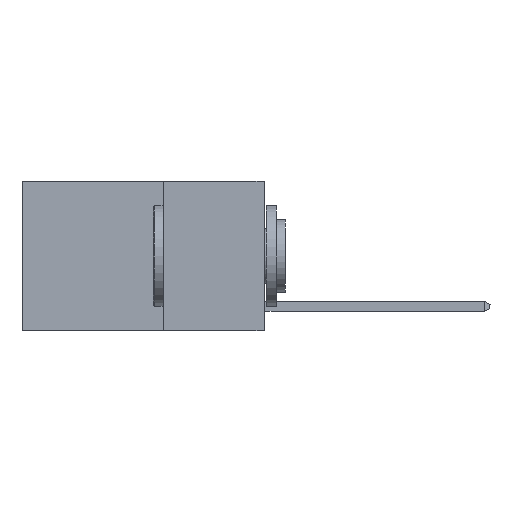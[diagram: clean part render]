
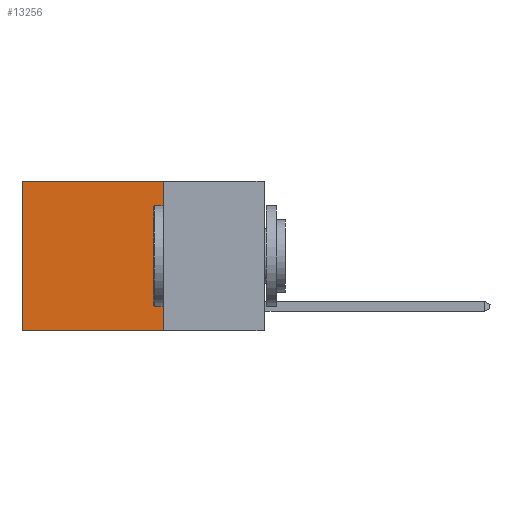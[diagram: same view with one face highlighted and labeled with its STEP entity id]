
A CAD part, left-side view. The second image highlights one B-rep face of the part: STEP entity #13256.
In plain terms, the highlighted planar face has unit normal (-1, 0, 0).
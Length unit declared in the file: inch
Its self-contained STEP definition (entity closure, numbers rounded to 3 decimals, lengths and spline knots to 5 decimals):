
#28 = CARTESIAN_POINT ( 'NONE',  ( 0.2625, 0.6, 0. ) ) ;
#790 = DIRECTION ( 'NONE',  ( 0., 0., -1. ) ) ;
#952 = FACE_OUTER_BOUND ( 'NONE', #21251, .T. ) ;
#1349 = DIRECTION ( 'NONE',  ( 0., 1., 0. ) ) ;
#1806 = EDGE_CURVE ( 'NONE', #8023, #27978, #26027, .T. ) ;
#2254 = LINE ( 'NONE', #13269, #13720 ) ;
#2950 = VERTEX_POINT ( 'NONE', #15527 ) ;
#3110 = PLANE ( 'NONE',  #15899 ) ;
#4890 = EDGE_CURVE ( 'NONE', #11278, #27978, #12100, .T. ) ;
#4978 = CARTESIAN_POINT ( 'NONE',  ( 0.2625, 0.6, -0.37 ) ) ;
#6022 = EDGE_CURVE ( 'NONE', #2950, #11278, #13840, .T. ) ;
#7167 = EDGE_CURVE ( 'NONE', #2950, #8023, #2254, .T. ) ;
#7431 = ORIENTED_EDGE ( 'NONE', *, *, #1806, .T. ) ;
#8023 = VERTEX_POINT ( 'NONE', #28 ) ;
#10028 = CARTESIAN_POINT ( 'NONE',  ( 0.2625, 0.25, -0.37 ) ) ;
#11103 = DIRECTION ( 'NONE',  ( 0., 1., 0. ) ) ;
#11278 = VERTEX_POINT ( 'NONE', #10028 ) ;
#12100 = LINE ( 'NONE', #23680, #16812 ) ;
#13256 = ADVANCED_FACE ( 'NONE', ( #952 ), #3110, .F. ) ;
#13269 = CARTESIAN_POINT ( 'NONE',  ( 0.2625, 0.25, 0. ) ) ;
#13716 = DIRECTION ( 'NONE',  ( 0., 0., -1. ) ) ;
#13720 = VECTOR ( 'NONE', #11103, 39.37008 ) ;
#13840 = LINE ( 'NONE', #27462, #17594 ) ;
#14247 = VECTOR ( 'NONE', #17179, 39.37008 ) ;
#15150 = ORIENTED_EDGE ( 'NONE', *, *, #7167, .T. ) ;
#15527 = CARTESIAN_POINT ( 'NONE',  ( 0.2625, 0.25, 0. ) ) ;
#15899 = AXIS2_PLACEMENT_3D ( 'NONE', #20501, #19150, #13716 ) ;
#16812 = VECTOR ( 'NONE', #1349, 39.37008 ) ;
#17179 = DIRECTION ( 'NONE',  ( 0., 0., -1. ) ) ;
#17594 = VECTOR ( 'NONE', #790, 39.37008 ) ;
#17723 = ORIENTED_EDGE ( 'NONE', *, *, #6022, .F. ) ;
#19150 = DIRECTION ( 'NONE',  ( 1., 0., 0. ) ) ;
#20501 = CARTESIAN_POINT ( 'NONE',  ( 0.2625, 0.25, 0. ) ) ;
#21251 = EDGE_LOOP ( 'NONE', ( #7431, #26951, #17723, #15150 ) ) ;
#23680 = CARTESIAN_POINT ( 'NONE',  ( 0.2625, 0.25, -0.37 ) ) ;
#26027 = LINE ( 'NONE', #26466, #14247 ) ;
#26466 = CARTESIAN_POINT ( 'NONE',  ( 0.2625, 0.6, 0. ) ) ;
#26951 = ORIENTED_EDGE ( 'NONE', *, *, #4890, .F. ) ;
#27462 = CARTESIAN_POINT ( 'NONE',  ( 0.2625, 0.25, 0. ) ) ;
#27978 = VERTEX_POINT ( 'NONE', #4978 ) ;
